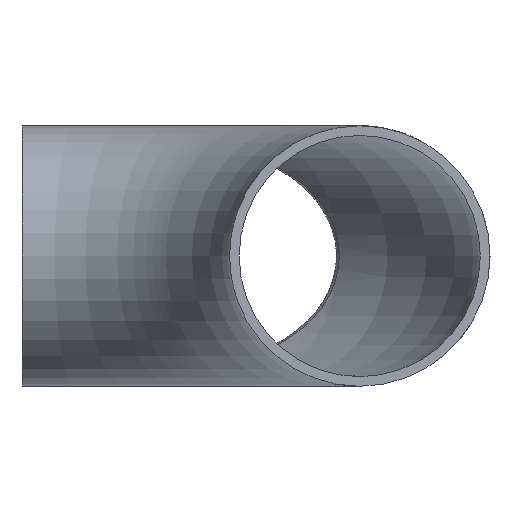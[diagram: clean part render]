
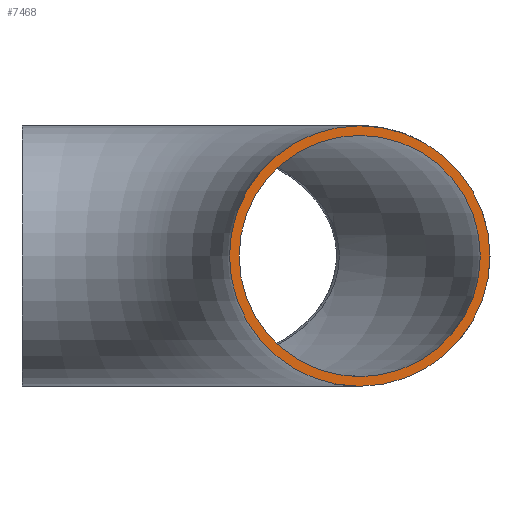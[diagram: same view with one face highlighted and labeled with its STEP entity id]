
A CAD part, left-side view. The second image highlights one B-rep face of the part: STEP entity #7468.
In plain terms, the highlighted planar face has unit normal (-1, 0, 0).
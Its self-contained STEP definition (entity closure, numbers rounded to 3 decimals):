
#75 = PLANE ( 'NONE',  #4178 ) ;
#882 = DIRECTION ( 'NONE',  ( 0., -1., 0. ) ) ;
#936 = EDGE_CURVE ( 'NONE', #6506, #6506, #7566, .T. ) ;
#1256 = DIRECTION ( 'NONE',  ( 0., -1., 0. ) ) ;
#1636 = EDGE_LOOP ( 'NONE', ( #6545 ) ) ;
#2602 = DIRECTION ( 'NONE',  ( -1., 0., 0. ) ) ;
#2866 = CIRCLE ( 'NONE', #6763, 27. ) ;
#3384 = DIRECTION ( 'NONE',  ( 0., -1., 0. ) ) ;
#4178 = AXIS2_PLACEMENT_3D ( 'NONE', #5526, #7134, #882 ) ;
#4413 = CARTESIAN_POINT ( 'NONE',  ( -70., -97., 0. ) ) ;
#5176 = CARTESIAN_POINT ( 'NONE',  ( -70., -70., 0. ) ) ;
#5526 = CARTESIAN_POINT ( 'NONE',  ( -70., 0., 30.961 ) ) ;
#5696 = EDGE_LOOP ( 'NONE', ( #9287 ) ) ;
#6506 = VERTEX_POINT ( 'NONE', #9230 ) ;
#6545 = ORIENTED_EDGE ( 'NONE', *, *, #7954, .T. ) ;
#6567 = CARTESIAN_POINT ( 'NONE',  ( -70., -70., 0. ) ) ;
#6763 = AXIS2_PLACEMENT_3D ( 'NONE', #6567, #2602, #3384 ) ;
#7065 = FACE_OUTER_BOUND ( 'NONE', #1636, .T. ) ;
#7134 = DIRECTION ( 'NONE',  ( -1., 0., 0. ) ) ;
#7385 = VERTEX_POINT ( 'NONE', #4413 ) ;
#7468 = ADVANCED_FACE ( 'NONE', ( #7552, #7065 ), #75, .T. ) ;
#7552 = FACE_BOUND ( 'NONE', #5696, .T. ) ;
#7566 = CIRCLE ( 'NONE', #9998, 25. ) ;
#7954 = EDGE_CURVE ( 'NONE', #7385, #7385, #2866, .T. ) ;
#8343 = DIRECTION ( 'NONE',  ( -1., 0., 0. ) ) ;
#9230 = CARTESIAN_POINT ( 'NONE',  ( -70., -95., 0. ) ) ;
#9287 = ORIENTED_EDGE ( 'NONE', *, *, #936, .F. ) ;
#9998 = AXIS2_PLACEMENT_3D ( 'NONE', #5176, #8343, #1256 ) ;
